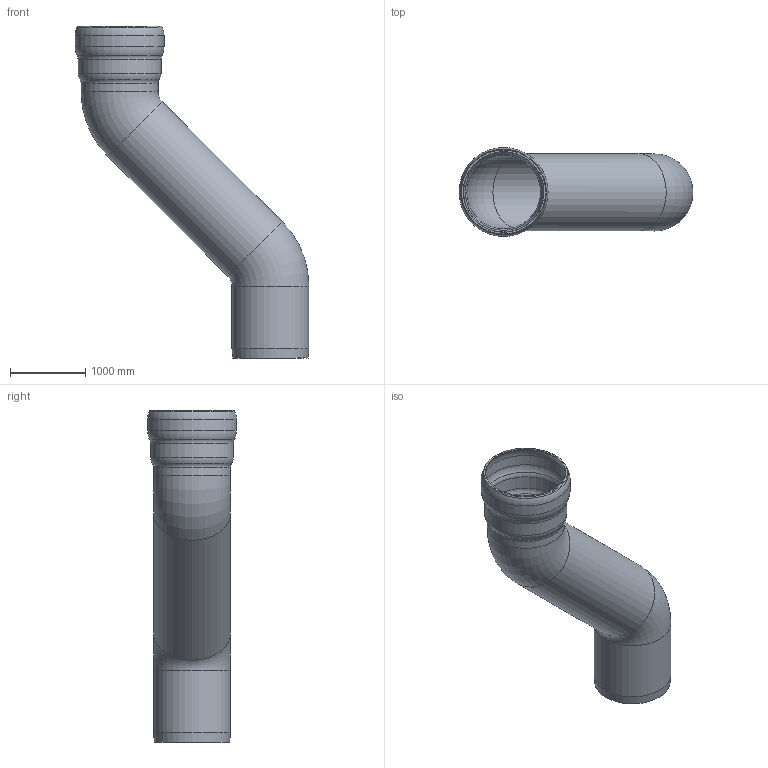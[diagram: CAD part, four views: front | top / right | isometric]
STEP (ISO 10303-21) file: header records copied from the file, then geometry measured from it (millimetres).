
FILE_DESCRIPTION(/* description */ (''),/* implementation_level */ '2;1');
FILE_NAME(/* name */ '00380.100X_3D.stp',/* time_stamp */ '2024-12-11T12:55:39+01:00',/* author */ ('CAD'),/* organization */ (''),/* preprocessor_version */ 'ST-DEVELOPER v20',/* originating_system */ 'AutoCAD Mechanical',/* authorisation */ '');
FILE_SCHEMA (('AUTOMOTIVE_DESIGN { 1 0 10303 214 3 1 1 }'));
Length unit declared in the file: centimetre
Products named in the file (1): Product
Bounding box: 3100 x 1180 x 4400 mm (x, y, z)
Volume: 331811907.3 mm3; surface area: 33261836 mm2
Topology: 1 solids, 1 shells, 30 faces, 74 edges, 46 vertices
Faces by surface type: torus 14, cylinder 9, cone 5, plane 2
Full cylindrical faces by diameter (mm): 980 x2, 1020 x3, 1060 x1, 1100 x1, 1140 x1, 1180 x1
Entity records: 945 total; most frequent: DIRECTION 196, CARTESIAN_POINT 151, ORIENTED_EDGE 148, AXIS2_PLACEMENT_3D 91, EDGE_CURVE 74, CIRCLE 60, VERTEX_POINT 46, EDGE_LOOP 32
